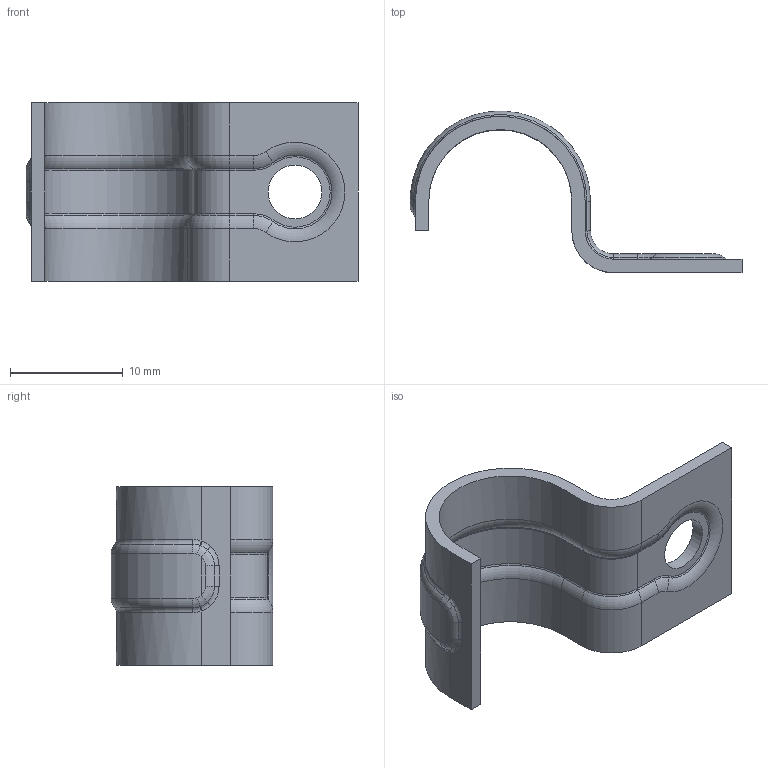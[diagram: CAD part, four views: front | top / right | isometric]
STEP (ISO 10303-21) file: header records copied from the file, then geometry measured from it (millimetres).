
FILE_DESCRIPTION(/* description */ ('STEP AP203'),/* implementation_level */ '2;1');
FILE_NAME(/* name */ '9434T170_STEEL CLAMP WITH ONE MOUNTING HOLE.stp',/* time_stamp */ '2018-07-31T12:16:16-07:00',/* author */ ('MJ'),/* organization */ (''),/* preprocessor_version */ 'ST-DEVELOPER v16.13',/* originating_system */ 'Autodesk Inventor 2018',/* authorisation */ '');
FILE_SCHEMA (('AUTOMOTIVE_DESIGN { 1 0 10303 214 3 1 1 }'));
Length unit declared in the file: inch
Products named in the file (1): 9434T170_STEEL CLAMP WITH ONE MOUNTING HOLE
Bounding box: 29.49 x 14.36 x 15.88 mm (x, y, z)
Volume: 816 mm3; surface area: 1528.8 mm2
Topology: 1 solids, 1 shells, 111 faces, 257 edges, 148 vertices
Faces by surface type: torus 34, cylinder 33, bspline 26, plane 18
Full cylindrical faces by diameter (mm): 4.763 x1
Entity records: 3425 total; most frequent: CARTESIAN_POINT 913, DIRECTION 556, ORIENTED_EDGE 512, EDGE_CURVE 256, AXIS2_PLACEMENT_3D 241, VERTEX_POINT 148, CIRCLE 144, EDGE_LOOP 114
